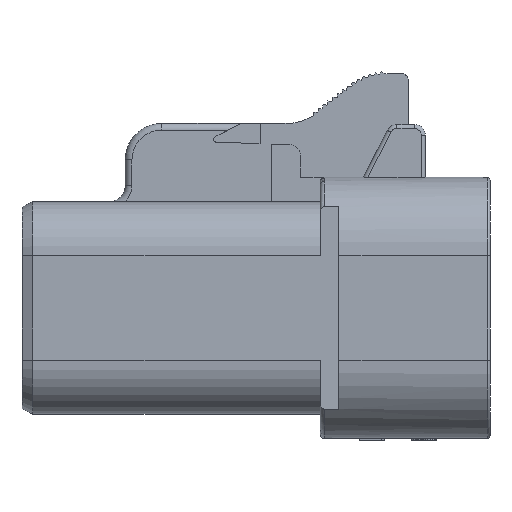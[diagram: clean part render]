
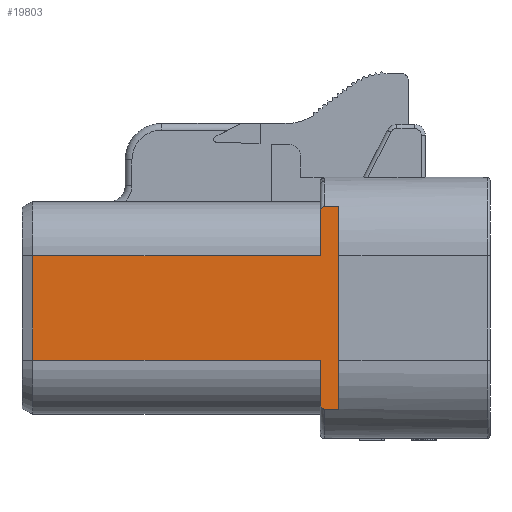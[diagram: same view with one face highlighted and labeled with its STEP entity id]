
A CAD part, left-side view. The second image highlights one B-rep face of the part: STEP entity #19803.
In plain terms, the highlighted planar face has unit normal (-1, 0, 0).
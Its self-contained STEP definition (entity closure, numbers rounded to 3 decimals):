
#5250=DIRECTION('',(0.,1.,0.));
#5251=VECTOR('',#5250,1.08);
#5252=CARTESIAN_POINT('',(-9.75,11.2,-7.503));
#5253=LINE('',#5252,#5251);
#5259=CARTESIAN_POINT('',(-9.75,12.28,-7.503));
#5260=CARTESIAN_POINT('',(-9.75,12.305,-7.503));
#5261=CARTESIAN_POINT('',(-9.75,12.352,-7.494));
#5262=CARTESIAN_POINT('',(-9.75,12.418,-7.455));
#5263=CARTESIAN_POINT('',(-9.75,12.474,-7.393));
#5264=CARTESIAN_POINT('',(-9.75,12.521,-7.313));
#5265=CARTESIAN_POINT('',(-9.75,12.556,-7.216));
#5266=CARTESIAN_POINT('',(-9.75,12.576,-7.11));
#5267=CARTESIAN_POINT('',(-9.75,12.58,-7.038));
#5268=CARTESIAN_POINT('',(-9.75,12.58,-7.001));
#5275=DIRECTION('',(0.,0.,1.));
#5276=VECTOR('',#5275,7.75);
#5277=CARTESIAN_POINT('',(-9.75,33.9,
-3.875));
#5278=LINE('',#5277,#5276);
#5279=DIRECTION('',(0.,-1.,0.));
#5280=VECTOR('',#5279,21.32);
#5281=CARTESIAN_POINT('',(-9.75,33.9,3.875));
#5282=LINE('',#5281,#5280);
#5283=DIRECTION('',(0.,0.,1.));
#5284=VECTOR('',#5283,15.007);
#5285=CARTESIAN_POINT('',(-9.75,11.2,-7.503));
#5286=LINE('',#5285,#5284);
#5287=DIRECTION('',(0.,-1.,0.));
#5288=VECTOR('',#5287,21.32);
#5289=CARTESIAN_POINT('',(-9.75,33.9,
-3.875));
#5290=LINE('',#5289,#5288);
#5453=DIRECTION('',(0.,0.,1.));
#5454=VECTOR('',#5453,3.126);
#5455=CARTESIAN_POINT('',(-9.75,12.58,-7.001));
#5456=LINE('',#5455,#5454);
#5475=DIRECTION('',(0.,0.,1.));
#5476=VECTOR('',#5475,3.126);
#5477=CARTESIAN_POINT('',(-9.75,12.58,3.875));
#5478=LINE('',#5477,#5476);
#6290=DIRECTION('',(0.,1.,0.));
#6291=VECTOR('',#6290,1.08);
#6292=CARTESIAN_POINT('',(-9.75,11.2,7.503));
#6293=LINE('',#6292,#6291);
#6319=CARTESIAN_POINT('',(-9.75,12.58,7.001));
#6320=CARTESIAN_POINT('',(-9.75,12.58,7.038));
#6321=CARTESIAN_POINT('',(-9.75,12.576,7.111));
#6322=CARTESIAN_POINT('',(-9.75,12.555,7.218));
#6323=CARTESIAN_POINT('',(-9.75,12.52,7.315));
#6324=CARTESIAN_POINT('',(-9.75,12.473,7.396));
#6325=CARTESIAN_POINT('',(-9.75,12.416,7.456));
#6326=CARTESIAN_POINT('',(-9.75,12.351,7.494));
#6327=CARTESIAN_POINT('',(-9.75,12.304,7.503));
#6328=CARTESIAN_POINT('',(-9.75,12.28,7.503));
#10342=CARTESIAN_POINT('',(-9.75,12.58,-7.001));
#10343=CARTESIAN_POINT('',(-9.75,12.58,-3.875));
#10344=VERTEX_POINT('',#10342);
#10345=VERTEX_POINT('',#10343);
#10346=CARTESIAN_POINT('',(-9.75,12.58,3.875));
#10347=CARTESIAN_POINT('',(-9.75,12.58,7.001));
#10348=VERTEX_POINT('',#10346);
#10349=VERTEX_POINT('',#10347);
#10366=CARTESIAN_POINT('',(-9.75,11.2,-7.503));
#10367=VERTEX_POINT('',#10366);
#10368=CARTESIAN_POINT('',(-9.75,12.28,-7.503));
#10369=VERTEX_POINT('',#10368);
#10378=CARTESIAN_POINT('',(-9.75,11.2,7.503));
#10379=VERTEX_POINT('',#10378);
#10380=CARTESIAN_POINT('',(-9.75,12.28,7.503));
#10381=VERTEX_POINT('',#10380);
#10420=CARTESIAN_POINT('',(-9.75,33.9,-3.875));
#10421=VERTEX_POINT('',#10420);
#10424=CARTESIAN_POINT('',(-9.75,33.9,
3.875));
#10425=VERTEX_POINT('',#10424);
#19778=CARTESIAN_POINT('',(-9.75,0.,-7.875));
#19779=DIRECTION('',(-1.,0.,0.));
#19780=DIRECTION('',(0.,0.,1.));
#19781=AXIS2_PLACEMENT_3D('',#19778,#19779,#19780);
#19782=PLANE('',#19781);
#19784=ORIENTED_EDGE('',*,*,#19783,.T.);
#19786=ORIENTED_EDGE('',*,*,#19785,.T.);
#19788=ORIENTED_EDGE('',*,*,#19787,.T.);
#19790=ORIENTED_EDGE('',*,*,#19789,.T.);
#19792=ORIENTED_EDGE('',*,*,#19791,.F.);
#19794=ORIENTED_EDGE('',*,*,#19793,.F.);
#19795=ORIENTED_EDGE('',*,*,#19754,.T.);
#19796=ORIENTED_EDGE('',*,*,#19768,.T.);
#19798=ORIENTED_EDGE('',*,*,#19797,.T.);
#19800=ORIENTED_EDGE('',*,*,#19799,.F.);
#19801=EDGE_LOOP('',(#19784,#19786,#19788,#19790,#19792,#19794,#19795,#19796,
#19798,#19800));
#19802=FACE_OUTER_BOUND('',#19801,.F.);
#19803=ADVANCED_FACE('',(#19802),#19782,.T.);
#5269=B_SPLINE_CURVE_WITH_KNOTS('',3,(#5259,#5260,#5261,#5262,#5263,#5264,#5265,
#5266,#5267,#5268),.UNSPECIFIED.,.F.,.F.,(4,1,1,1,1,1,1,4),(0.,
0.143,0.286,0.429,0.571,
0.714,0.857,1.),.UNSPECIFIED.);
#6329=B_SPLINE_CURVE_WITH_KNOTS('',3,(#6319,#6320,#6321,#6322,#6323,#6324,#6325,
#6326,#6327,#6328),.UNSPECIFIED.,.F.,.F.,(4,1,1,1,1,1,1,4),(0.,
0.143,0.286,0.429,0.571,
0.714,0.857,1.),.UNSPECIFIED.);
#19754=EDGE_CURVE('',#10367,#10369,#5253,.T.);
#19768=EDGE_CURVE('',#10369,#10344,#5269,.T.);
#19783=EDGE_CURVE('',#10421,#10425,#5278,.T.);
#19785=EDGE_CURVE('',#10425,#10348,#5282,.T.);
#19787=EDGE_CURVE('',#10348,#10349,#5478,.T.);
#19789=EDGE_CURVE('',#10349,#10381,#6329,.T.);
#19791=EDGE_CURVE('',#10379,#10381,#6293,.T.);
#19793=EDGE_CURVE('',#10367,#10379,#5286,.T.);
#19797=EDGE_CURVE('',#10344,#10345,#5456,.T.);
#19799=EDGE_CURVE('',#10421,#10345,#5290,.T.);
